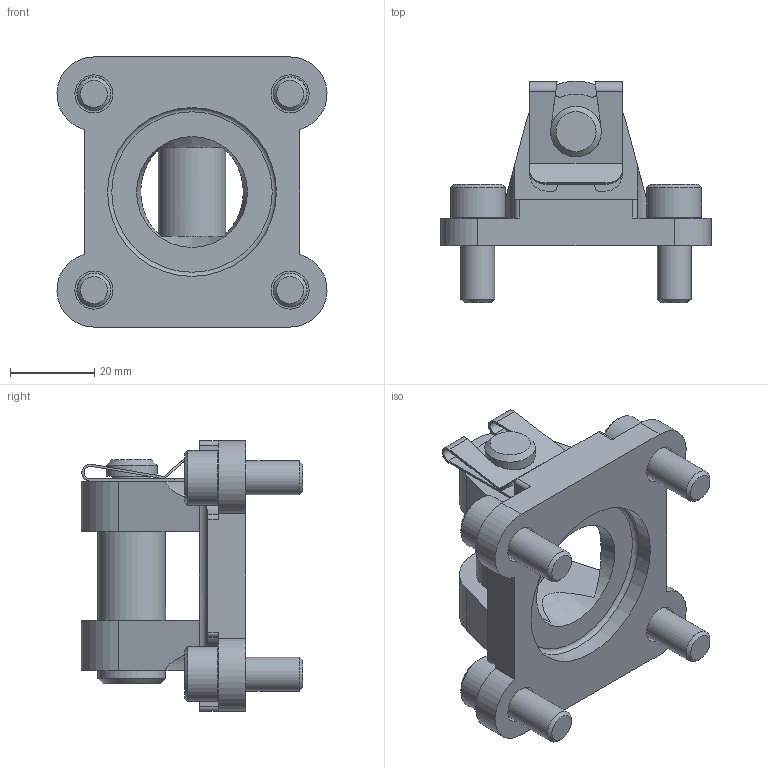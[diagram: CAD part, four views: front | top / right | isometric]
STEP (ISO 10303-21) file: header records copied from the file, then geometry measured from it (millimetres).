
FILE_DESCRIPTION(/* description */ ('STEP AP214'),/* implementation_level */ '2;1');
FILE_NAME(/* name */ '174385_SNC-50',/* time_stamp */ '2024-09-10T14:58:44+02:00',/* author */ ('License CC BY-ND 4.0'),/* organization */ ('CADENAS'),/* preprocessor_version */ 'ST-DEVELOPER v19.3',/* originating_system */ 'PARTsolutions',/* authorisation */ ' ');
FILE_SCHEMA (('AUTOMOTIVE_DESIGN {1 0 10303 214 3 1 1}'));
Length unit declared in the file: millimetre
Products named in the file (5): 174385 SNC-50; 174385 SNC-50---(F); 699392 BO- 16-043,0-DA; 209821 12 SXN 08 VERZINKT:SL; DIN-912 - M8x20(F)
Assembly tree (7 placements, depth 2):
  174385 SNC-50
    174385 SNC-50---(F)
    699392 BO- 16-043,0-DA
    209821 12 SXN 08 VERZINKT:SL
    DIN-912 - M8x20(F)  x4
Bounding box: 63.98 x 52.45 x 64 mm (x, y, z)
Volume: 52412.8 mm3; surface area: 23346 mm2
Topology: 7 solids, 7 shells, 220 faces, 514 edges, 313 vertices
Faces by surface type: plane 113, cylinder 59, cone 47, torus 1
Full cylindrical faces by diameter (mm): 4 x1, 8 x4, 9 x5, 12 x1, 13 x4, 16 x3, 40 x1
Entity records: 4280 total; most frequent: CARTESIAN_POINT 795, DIRECTION 730, ORIENTED_EDGE 654, EDGE_CURVE 327, AXIS2_PLACEMENT_3D 274, VERTEX_POINT 224, LINE 182, VECTOR 182
